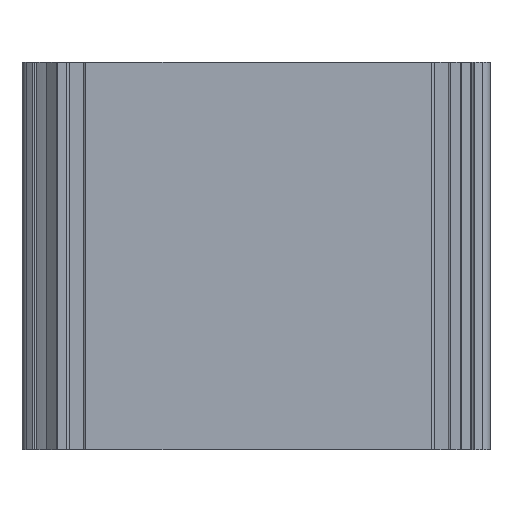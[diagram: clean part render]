
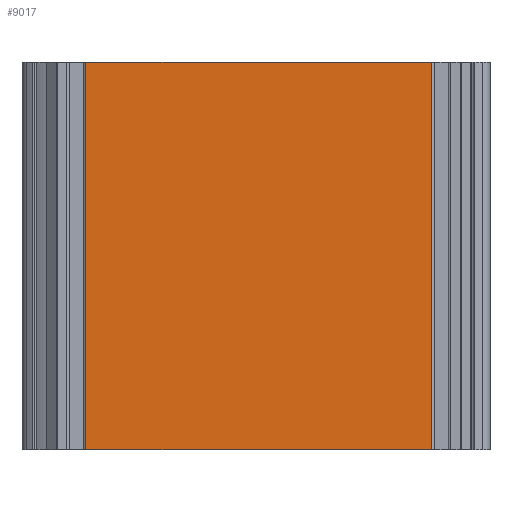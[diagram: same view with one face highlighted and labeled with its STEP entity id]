
A CAD part, front view. The second image highlights one B-rep face of the part: STEP entity #9017.
In plain terms, the highlighted planar face has unit normal (0, -1, 0).
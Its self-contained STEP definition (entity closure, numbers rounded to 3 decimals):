
#2136=CARTESIAN_POINT('',(68.46,-24.25,25.0));
#2137=VERTEX_POINT('',#2136);
#2145=CARTESIAN_POINT('',(-65.34,-24.25,25.0));
#2146=VERTEX_POINT('',#2145);
#2147=CARTESIAN_POINT('',(-65.34,-24.25,25.0));
#2148=DIRECTION('',(1.0,0.0,0.0));
#2149=VECTOR('',#2148,133.8);
#2150=LINE('',#2147,#2149);
#2151=EDGE_CURVE('',#2146,#2137,#2150,.T.);
#6200=CARTESIAN_POINT('',(-65.34,-24.25,175.0));
#6201=VERTEX_POINT('',#6200);
#6209=CARTESIAN_POINT('',(68.46,-24.25,175.0));
#6210=VERTEX_POINT('',#6209);
#6211=CARTESIAN_POINT('',(68.46,-24.25,175.0));
#6212=DIRECTION('',(-1.0,0.0,0.0));
#6213=VECTOR('',#6212,133.8);
#6214=LINE('',#6211,#6213);
#6215=EDGE_CURVE('',#6210,#6201,#6214,.T.);
#8992=CARTESIAN_POINT('',(68.46,-24.25,25.0));
#8993=DIRECTION('',(0.0,0.0,1.0));
#8994=VECTOR('',#8993,150.0);
#8995=LINE('',#8992,#8994);
#8996=EDGE_CURVE('',#2137,#6210,#8995,.T.);
#9001=CARTESIAN_POINT('',(68.46,-24.25,-125.0));
#9002=DIRECTION('',(0.0,-1.0,0.0));
#9003=DIRECTION('',(0.0,0.0,-1.0));
#9004=AXIS2_PLACEMENT_3D('',#9001,#9002,#9003);
#9005=PLANE('',#9004);
#9006=ORIENTED_EDGE('',*,*,#2151,.T.);
#9007=ORIENTED_EDGE('',*,*,#8996,.T.);
#9008=ORIENTED_EDGE('',*,*,#6215,.T.);
#9009=CARTESIAN_POINT('',(-65.34,-24.25,25.0));
#9010=DIRECTION('',(0.0,0.0,1.0));
#9011=VECTOR('',#9010,150.0);
#9012=LINE('',#9009,#9011);
#9013=EDGE_CURVE('',#2146,#6201,#9012,.T.);
#9014=ORIENTED_EDGE('',*,*,#9013,.F.);
#9015=EDGE_LOOP('',(#9006,#9007,#9008,#9014));
#9016=FACE_OUTER_BOUND('',#9015,.T.);
#9017=ADVANCED_FACE('',(#9016),#9005,.T.);
